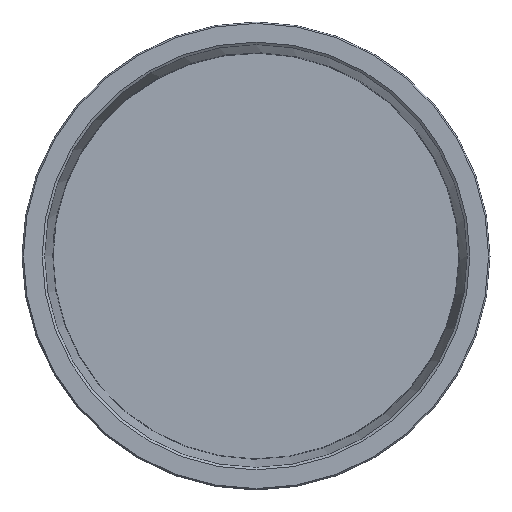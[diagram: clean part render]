
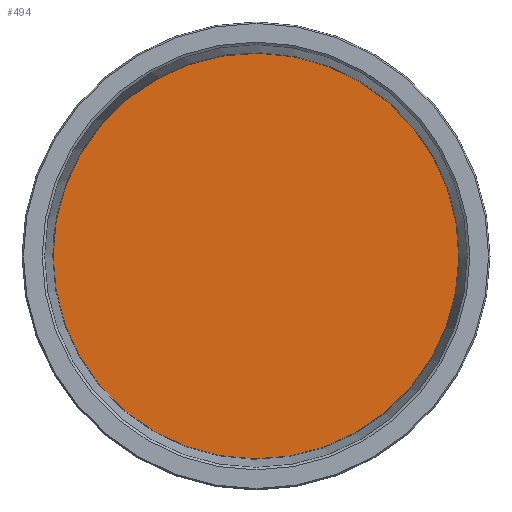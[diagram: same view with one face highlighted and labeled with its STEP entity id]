
A CAD part, top view. The second image highlights one B-rep face of the part: STEP entity #494.
In plain terms, the highlighted planar face has unit normal (0, 0, 1).
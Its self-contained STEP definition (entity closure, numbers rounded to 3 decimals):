
#313 = CYLINDRICAL_SURFACE('',#314,54.);
#314 = AXIS2_PLACEMENT_3D('',#315,#316,#317);
#315 = CARTESIAN_POINT('',(0.,0.,1.2));
#316 = DIRECTION('',(0.,0.,1.));
#317 = DIRECTION('',(-1.,0.,0.));
#385 = VERTEX_POINT('',#386);
#386 = CARTESIAN_POINT('',(-54.,0.,1.2));
#409 = EDGE_CURVE('',#385,#385,#410,.T.);
#410 = SURFACE_CURVE('',#411,(#416,#423),.PCURVE_S1.);
#411 = CIRCLE('',#412,54.);
#412 = AXIS2_PLACEMENT_3D('',#413,#414,#415);
#413 = CARTESIAN_POINT('',(0.,0.,1.2));
#414 = DIRECTION('',(0.,0.,1.));
#415 = DIRECTION('',(-1.,0.,0.));
#416 = PCURVE('',#313,#417);
#417 = DEFINITIONAL_REPRESENTATION('',(#418),#422);
#418 = LINE('',#419,#420);
#419 = CARTESIAN_POINT('',(0.,0.));
#420 = VECTOR('',#421,1.);
#421 = DIRECTION('',(1.,0.));
#422 = ( GEOMETRIC_REPRESENTATION_CONTEXT(2) 
PARAMETRIC_REPRESENTATION_CONTEXT() REPRESENTATION_CONTEXT('2D SPACE',''
  ) );
#423 = PCURVE('',#424,#429);
#424 = PLANE('',#425);
#425 = AXIS2_PLACEMENT_3D('',#426,#427,#428);
#426 = CARTESIAN_POINT('',(0.,0.,1.2));
#427 = DIRECTION('',(0.,0.,-1.));
#428 = DIRECTION('',(1.,0.,0.));
#429 = DEFINITIONAL_REPRESENTATION('',(#430),#438);
#430 = ( BOUNDED_CURVE() B_SPLINE_CURVE(2,(#431,#432,#433,#434,#435,#436
,#437),.UNSPECIFIED.,.T.,.F.) B_SPLINE_CURVE_WITH_KNOTS((1,2,2,2,2,1),(
    -2.094,0.,2.094,4.189,6.283,
8.378),.UNSPECIFIED.) CURVE() GEOMETRIC_REPRESENTATION_ITEM() 
RATIONAL_B_SPLINE_CURVE((1.,0.5,1.,0.5,1.,0.5,1.)) REPRESENTATION_ITEM(
  '') );
#431 = CARTESIAN_POINT('',(-54.,0.));
#432 = CARTESIAN_POINT('',(-54.,93.531));
#433 = CARTESIAN_POINT('',(27.,46.765));
#434 = CARTESIAN_POINT('',(108.,0.));
#435 = CARTESIAN_POINT('',(27.,-46.765));
#436 = CARTESIAN_POINT('',(-54.,-93.531));
#437 = CARTESIAN_POINT('',(-54.,0.));
#438 = ( GEOMETRIC_REPRESENTATION_CONTEXT(2) 
PARAMETRIC_REPRESENTATION_CONTEXT() REPRESENTATION_CONTEXT('2D SPACE',''
  ) );
#494 = ADVANCED_FACE('',(#495),#424,.F.);
#495 = FACE_BOUND('',#496,.F.);
#496 = EDGE_LOOP('',(#497));
#497 = ORIENTED_EDGE('',*,*,#409,.F.);
